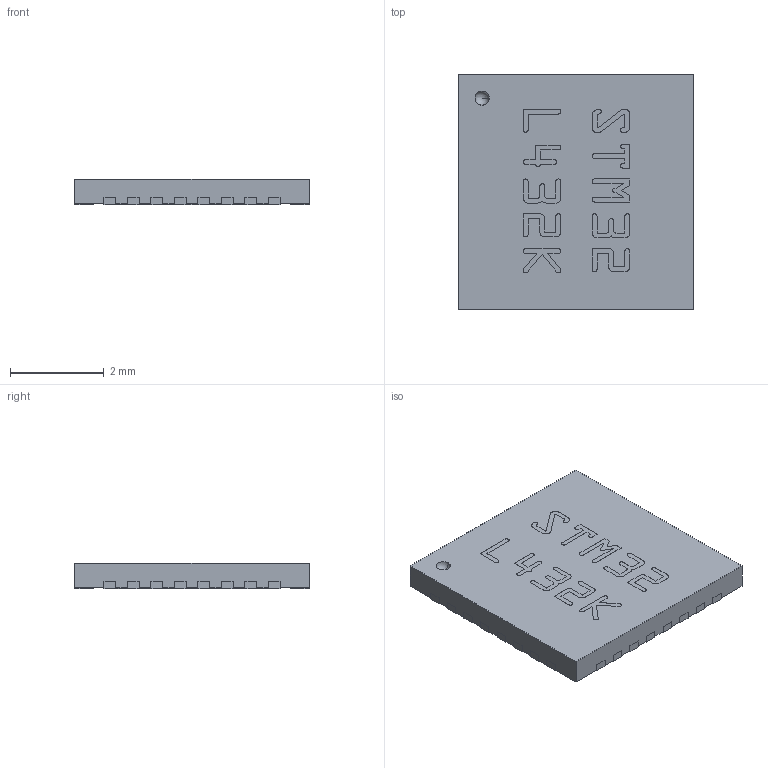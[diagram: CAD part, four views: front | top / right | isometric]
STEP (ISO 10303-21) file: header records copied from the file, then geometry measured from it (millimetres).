
FILE_DESCRIPTION (( 'STEP AP214' ), '1' );
FILE_NAME ('STM32L432K.STEP', '2021-03-18T17:59:28', ( '' ), ( '' ), 'SwSTEP 2.0', 'SolidWorks 2018', '' );
FILE_SCHEMA (( 'AUTOMOTIVE_DESIGN' ));
Length unit declared in the file: millimetre
Products named in the file (1): STM32L432K
Bounding box: 5 x 5 x 0.55 mm (x, y, z)
Volume: 13.5 mm3; surface area: 99.9 mm2
Topology: 34 solids, 34 shells, 537 faces, 1379 edges, 919 vertices
Faces by surface type: plane 365, bspline 87, cylinder 83, sphere 2
Entity records: 22787 total; most frequent: CARTESIAN_POINT 5573, ORIENTED_EDGE 2750, DIRECTION 2273, EDGE_CURVE 1375, LINE 1031, VECTOR 1031, VERTEX_POINT 917, AXIS2_PLACEMENT_3D 621
